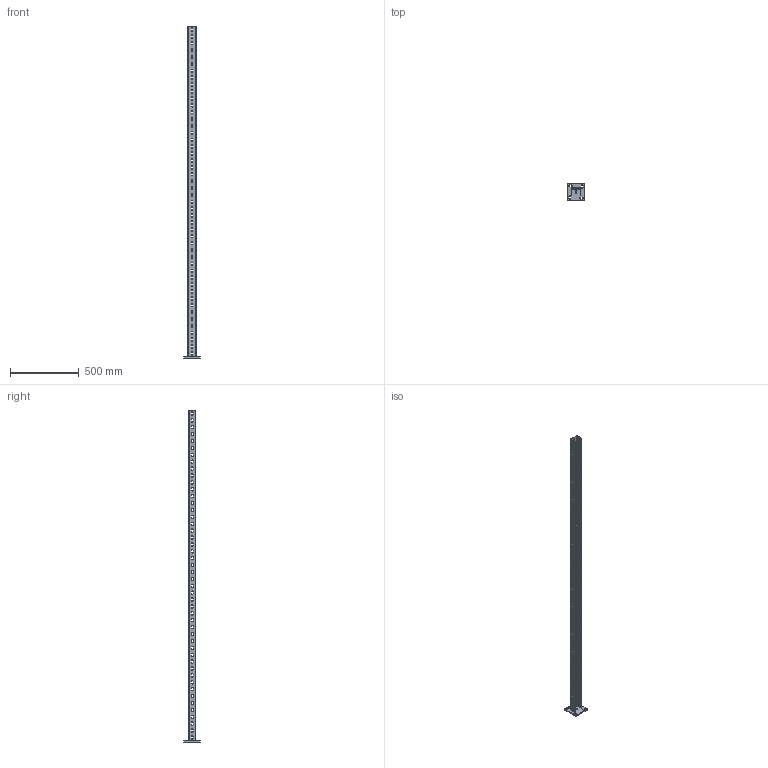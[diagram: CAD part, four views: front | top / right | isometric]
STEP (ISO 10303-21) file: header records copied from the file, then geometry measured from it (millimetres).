
FILE_DESCRIPTION (( 'STEP AP214' ), '1' );
FILE_NAME ('Äåòàë__2400.STEP', '2023-04-03T10:42:25', ( '' ), ( '' ), 'SwSTEP 2.0', 'SolidWorks 2022', '' );
FILE_SCHEMA (( 'AUTOMOTIVE_DESIGN' ));
Length unit declared in the file: millimetre
Products named in the file (1): Детал__2400
Bounding box: 120 x 120 x 2408 mm (x, y, z)
Volume: 1465420.9 mm3; surface area: 769304.6 mm2
Topology: 1 solids, 1 shells, 765 faces, 2286 edges, 1524 vertices
Faces by surface type: cylinder 452, plane 313
Entity records: 26714 total; most frequent: DIRECTION 4722, CARTESIAN_POINT 4576, ORIENTED_EDGE 4572, EDGE_CURVE 2286, AXIS2_PLACEMENT_3D 1670, VERTEX_POINT 1524, LINE 1382, VECTOR 1382
